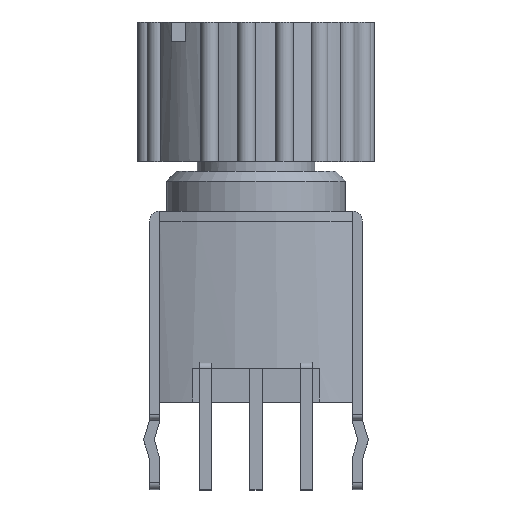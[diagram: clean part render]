
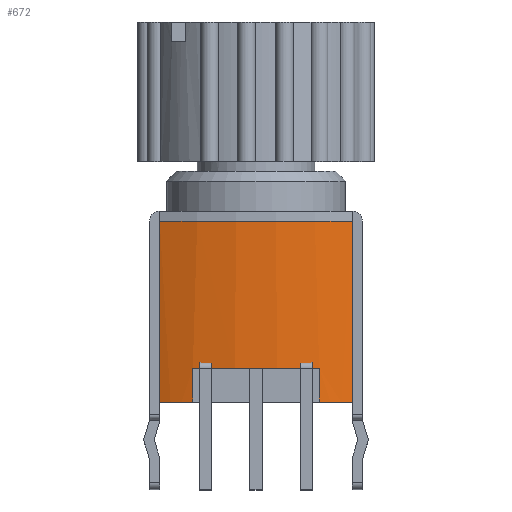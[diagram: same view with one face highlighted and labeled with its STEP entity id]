
A CAD part, top view. The second image highlights one B-rep face of the part: STEP entity #672.
In plain terms, the highlighted cylindrical face has radius 12.244 mm (diameter 24.487 mm), a partial arc.
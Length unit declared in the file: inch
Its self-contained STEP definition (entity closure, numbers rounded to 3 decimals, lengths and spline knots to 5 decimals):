
#672 = ADVANCED_FACE( '', ( #1359 ), #1360, .T. );
#1359 = FACE_OUTER_BOUND( '', #2084, .T. );
#1360 = CYLINDRICAL_SURFACE( '', #2085, 0.48203 );
#2084 = EDGE_LOOP( '', ( #3885, #3886, #3887, #3888, #3889, #3890, #3891, #3892 ) );
#2085 = AXIS2_PLACEMENT_3D( '', #3893, #3894, #3895 );
#3885 = ORIENTED_EDGE( '', *, *, #5044, .F. );
#3886 = ORIENTED_EDGE( '', *, *, #5180, .F. );
#3887 = ORIENTED_EDGE( '', *, *, #5045, .F. );
#3888 = ORIENTED_EDGE( '', *, *, #4736, .T. );
#3889 = ORIENTED_EDGE( '', *, *, #4493, .T. );
#3890 = ORIENTED_EDGE( '', *, *, #5060, .F. );
#3891 = ORIENTED_EDGE( '', *, *, #4936, .F. );
#3892 = ORIENTED_EDGE( '', *, *, #4738, .T. );
#3893 = CARTESIAN_POINT( '', ( 0., -0.358, -0.27153 ) );
#3894 = DIRECTION( '', ( 0., -1., 0. ) );
#3895 = DIRECTION( '', ( 0., 0., 1. ) );
#4493 = EDGE_CURVE( '', #5370, #5368, #5371, .T. );
#4736 = EDGE_CURVE( '', #5793, #5370, #5794, .T. );
#4738 = EDGE_CURVE( '', #5797, #5795, #5798, .T. );
#4936 = EDGE_CURVE( '', #5797, #6114, #6115, .T. );
#5044 = EDGE_CURVE( '', #6275, #5795, #6276, .F. );
#5045 = EDGE_CURVE( '', #5793, #6277, #6278, .T. );
#5060 = EDGE_CURVE( '', #6114, #5368, #6297, .T. );
#5180 = EDGE_CURVE( '', #6277, #6275, #6454, .F. );
#5368 = VERTEX_POINT( '', #6667 );
#5370 = VERTEX_POINT( '', #6670 );
#5371 = LINE( '', #6671, #6672 );
#5793 = VERTEX_POINT( '', #7234 );
#5794 = CIRCLE( '', #7235, 0.48203 );
#5795 = VERTEX_POINT( '', #7236 );
#5797 = VERTEX_POINT( '', #7239 );
#5798 = CIRCLE( '', #7240, 0.48203 );
#6114 = VERTEX_POINT( '', #7694 );
#6115 = LINE( '', #7695, #7696 );
#6275 = VERTEX_POINT( '', #7925 );
#6276 = LINE( '', #7926, #7927 );
#6277 = VERTEX_POINT( '', #7928 );
#6278 = LINE( '', #7929, #7930 );
#6297 = CIRCLE( '', #7955, 0.48203 );
#6454 = CIRCLE( '', #8189, 0.48203 );
#6667 = CARTESIAN_POINT( '', ( 0.1905, 0., 0.17126 ) );
#6670 = CARTESIAN_POINT( '', ( 0.1905, -0.358, 0.17126 ) );
#6671 = CARTESIAN_POINT( '', ( 0.1905, -0.358, 0.17126 ) );
#6672 = VECTOR( '', #8444, 39.37008 );
#7234 = CARTESIAN_POINT( '', ( 0.12504, -0.358, 0.194 ) );
#7235 = AXIS2_PLACEMENT_3D( '', #8787, #8788, #8789 );
#7236 = CARTESIAN_POINT( '', ( -0.12504, -0.358, 0.194 ) );
#7239 = CARTESIAN_POINT( '', ( -0.1905, -0.358, 0.17126 ) );
#7240 = AXIS2_PLACEMENT_3D( '', #8791, #8792, #8793 );
#7694 = CARTESIAN_POINT( '', ( -0.1905, 0., 0.17126 ) );
#7695 = CARTESIAN_POINT( '', ( -0.1905, -0.358, 0.17126 ) );
#7696 = VECTOR( '', #8989, 39.37008 );
#7925 = CARTESIAN_POINT( '', ( -0.12504, -0.291, 0.194 ) );
#7926 = CARTESIAN_POINT( '', ( -0.12504, -0.358, 0.194 ) );
#7927 = VECTOR( '', #9106, 39.37008 );
#7928 = CARTESIAN_POINT( '', ( 0.12504, -0.291, 0.194 ) );
#7929 = CARTESIAN_POINT( '', ( 0.12504, -0.358, 0.194 ) );
#7930 = VECTOR( '', #9107, 39.37008 );
#7955 = AXIS2_PLACEMENT_3D( '', #9123, #9124, #9125 );
#8189 = AXIS2_PLACEMENT_3D( '', #9250, #9251, #9252 );
#8444 = DIRECTION( '', ( 0., 1., 0. ) );
#8787 = CARTESIAN_POINT( '', ( 0., -0.358, -0.27153 ) );
#8788 = DIRECTION( '', ( 0., 1., 0. ) );
#8789 = DIRECTION( '', ( 1., 0., 0. ) );
#8791 = CARTESIAN_POINT( '', ( 0., -0.358, -0.27153 ) );
#8792 = DIRECTION( '', ( 0., 1., 0. ) );
#8793 = DIRECTION( '', ( 1., 0., 0. ) );
#8989 = DIRECTION( '', ( 0., 1., 0. ) );
#9106 = DIRECTION( '', ( 0., 1., 0. ) );
#9107 = DIRECTION( '', ( 0., 1., 0. ) );
#9123 = CARTESIAN_POINT( '', ( 0., 0., -0.27153 ) );
#9124 = DIRECTION( '', ( 0., 1., 0. ) );
#9125 = DIRECTION( '', ( 1., 0., 0. ) );
#9250 = CARTESIAN_POINT( '', ( 0., -0.291, -0.27153 ) );
#9251 = DIRECTION( '', ( 0., 1., 0. ) );
#9252 = DIRECTION( '', ( 0., 0., 1. ) );
